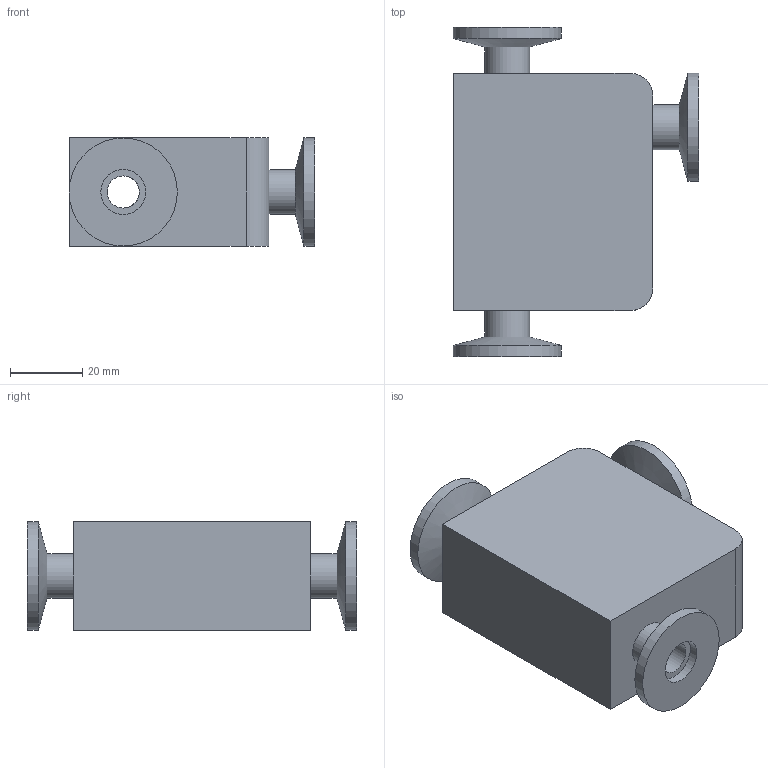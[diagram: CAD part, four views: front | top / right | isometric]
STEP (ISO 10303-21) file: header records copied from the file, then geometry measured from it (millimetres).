
FILE_DESCRIPTION(('Open CASCADE Model'),'2;1');
FILE_NAME('Open CASCADE Shape Model','2026-02-09T18:12:20',('Author'),( 'Open CASCADE'),'Open CASCADE STEP processor 7.8','Open CASCADE 7.8' ,'Unknown');
FILE_SCHEMA(('AUTOMOTIVE_DESIGN { 1 0 10303 214 1 1 1 1 }'));
Length unit declared in the file: millimetre
Products named in the file (1): Open CASCADE STEP translator 7.8 1
Bounding box: 68.07 x 91.19 x 29.97 mm (x, y, z)
Volume: 111232.8 mm3; surface area: 23403.1 mm2
Topology: 1 solids, 1 shells, 28 faces, 60 edges, 39 vertices
Faces by surface type: cylinder 13, plane 12, cone 3
Full cylindrical faces by diameter (mm): 8.89 x1, 12.446 x6, 29.972 x3
Entity records: 1625 total; most frequent: CARTESIAN_POINT 330, DIRECTION 257, LINE 123, VECTOR 123, ORIENTED_EDGE 120, PCURVE 120, DEFINITIONAL_REPRESENTATION 120, EDGE_CURVE 60
